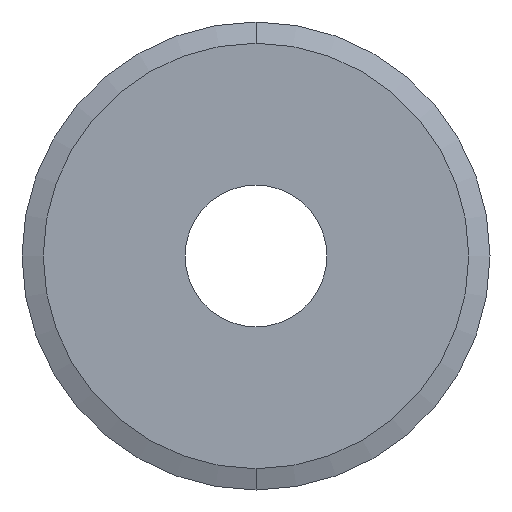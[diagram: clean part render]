
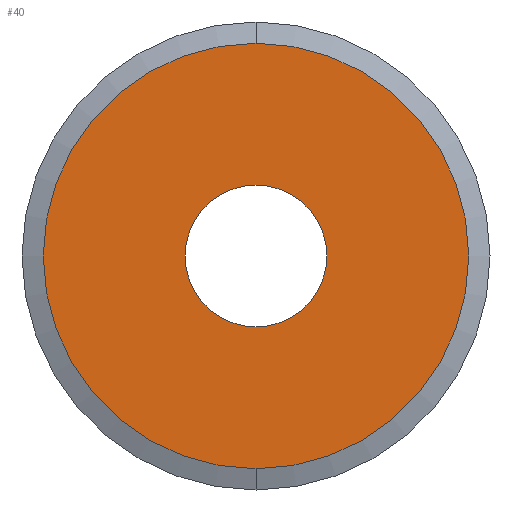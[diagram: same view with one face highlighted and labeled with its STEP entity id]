
A CAD part, front view. The second image highlights one B-rep face of the part: STEP entity #40.
In plain terms, the highlighted planar face has unit normal (0, -1, 0).
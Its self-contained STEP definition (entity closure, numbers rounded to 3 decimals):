
#2 = EDGE_CURVE ( 'NONE', #208, #290, #458, .T. ) ;
#10 = VERTEX_POINT ( 'NONE', #680 ) ;
#13 = EDGE_LOOP ( 'NONE', ( #14, #19 ) ) ;
#14 = ORIENTED_EDGE ( 'NONE', *, *, #2, .T. ) ;
#19 = ORIENTED_EDGE ( 'NONE', *, *, #277, .T. ) ;
#40 = ADVANCED_FACE ( 'NONE', ( #200, #504 ), #105, .F. ) ;
#105 = PLANE ( 'NONE',  #442 ) ;
#109 = DIRECTION ( 'NONE',  ( 0., 1., 0. ) ) ;
#133 = EDGE_LOOP ( 'NONE', ( #162, #139 ) ) ;
#139 = ORIENTED_EDGE ( 'NONE', *, *, #501, .T. ) ;
#155 = CARTESIAN_POINT ( 'NONE',  ( 0., -36.5, 2. ) ) ;
#162 = ORIENTED_EDGE ( 'NONE', *, *, #484, .T. ) ;
#190 = DIRECTION ( 'NONE',  ( 0., 0., 1. ) ) ;
#194 = DIRECTION ( 'NONE',  ( 0., -1., 0. ) ) ;
#195 = CARTESIAN_POINT ( 'NONE',  ( 0., -36.5, 0. ) ) ;
#200 = FACE_BOUND ( 'NONE', #133, .T. ) ;
#205 = CARTESIAN_POINT ( 'NONE',  ( 0., -36.5, -6. ) ) ;
#208 = VERTEX_POINT ( 'NONE', #556 ) ;
#239 = DIRECTION ( 'NONE',  ( 0., 0., 1. ) ) ;
#247 = CIRCLE ( 'NONE', #609, 2. ) ;
#267 = VERTEX_POINT ( 'NONE', #155 ) ;
#269 = CARTESIAN_POINT ( 'NONE',  ( 0., -36.5, 0. ) ) ;
#275 = DIRECTION ( 'NONE',  ( 0., 1., 0. ) ) ;
#277 = EDGE_CURVE ( 'NONE', #290, #208, #439, .T. ) ;
#290 = VERTEX_POINT ( 'NONE', #205 ) ;
#302 = DIRECTION ( 'NONE',  ( 0., 0., 1. ) ) ;
#439 = CIRCLE ( 'NONE', #486, 6. ) ;
#442 = AXIS2_PLACEMENT_3D ( 'NONE', #663, #109, #302 ) ;
#458 = CIRCLE ( 'NONE', #475, 6. ) ;
#475 = AXIS2_PLACEMENT_3D ( 'NONE', #676, #670, #675 ) ;
#484 = EDGE_CURVE ( 'NONE', #267, #10, #247, .T. ) ;
#486 = AXIS2_PLACEMENT_3D ( 'NONE', #195, #194, #190 ) ;
#501 = EDGE_CURVE ( 'NONE', #10, #267, #597, .T. ) ;
#504 = FACE_OUTER_BOUND ( 'NONE', #13, .T. ) ;
#556 = CARTESIAN_POINT ( 'NONE',  ( 0., -36.5, 6. ) ) ;
#597 = CIRCLE ( 'NONE', #646, 2. ) ;
#609 = AXIS2_PLACEMENT_3D ( 'NONE', #269, #275, #239 ) ;
#611 = DIRECTION ( 'NONE',  ( 0., 0., 1. ) ) ;
#612 = DIRECTION ( 'NONE',  ( 0., 1., 0. ) ) ;
#617 = CARTESIAN_POINT ( 'NONE',  ( 0., -36.5, 0. ) ) ;
#646 = AXIS2_PLACEMENT_3D ( 'NONE', #617, #612, #611 ) ;
#663 = CARTESIAN_POINT ( 'NONE',  ( 0., -36.5, 0. ) ) ;
#670 = DIRECTION ( 'NONE',  ( 0., -1., 0. ) ) ;
#675 = DIRECTION ( 'NONE',  ( 0., 0., 1. ) ) ;
#676 = CARTESIAN_POINT ( 'NONE',  ( 0., -36.5, 0. ) ) ;
#680 = CARTESIAN_POINT ( 'NONE',  ( 0., -36.5, -2. ) ) ;
